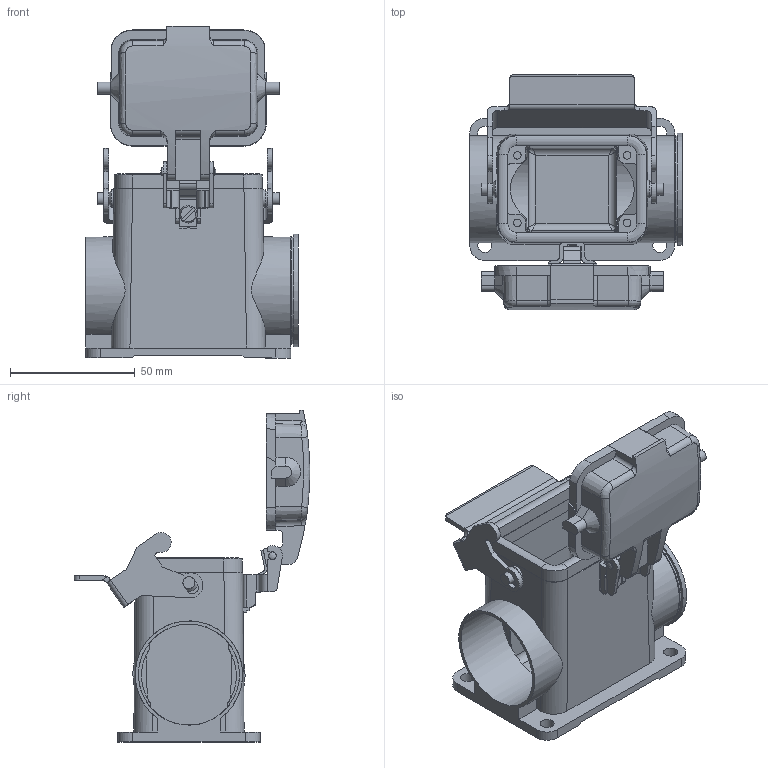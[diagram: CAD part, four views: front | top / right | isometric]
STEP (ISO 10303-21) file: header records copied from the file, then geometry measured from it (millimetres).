
FILE_DESCRIPTION((''),'2;1');
FILE_NAME('04300060274.stp','2020-07-07T15:05:35',('e.eickhoff'),(''),'Autodesk Inventor 2012','Autodesk Inventor 2012','');
FILE_SCHEMA(('AUTOMOTIVE_DESIGN { 1 0 10303 214 1 1 1 1 }'));
Length unit declared in the file: millimetre
Products named in the file (4): 04300060274; KBRM40; Metallbügel 1
Assembly tree (3 placements, depth 2):
  04300060274
    04300060274
    KBRM40
    Metallbügel 1
Bounding box: 85 x 94.36 x 132.94 mm (x, y, z)
Volume: 100545.4 mm3; surface area: 61824.7 mm2
Topology: 5 solids, 5 shells, 461 faces, 1231 edges, 786 vertices
Faces by surface type: plane 255, cylinder 139, bspline 29, cone 21, torus 11, sphere 6
Full cylindrical faces by diameter (mm): 3 x6, 3.05 x1, 4.8 x2, 5.6 x4, 7 x3, 40.5 x3, 43 x1, 45 x1
Entity records: 15168 total; most frequent: CARTESIAN_POINT 3473, DIRECTION 2383, ORIENTED_EDGE 2374, EDGE_CURVE 1187, AXIS2_PLACEMENT_3D 815, VERTEX_POINT 771, VECTOR 753, LINE 753
